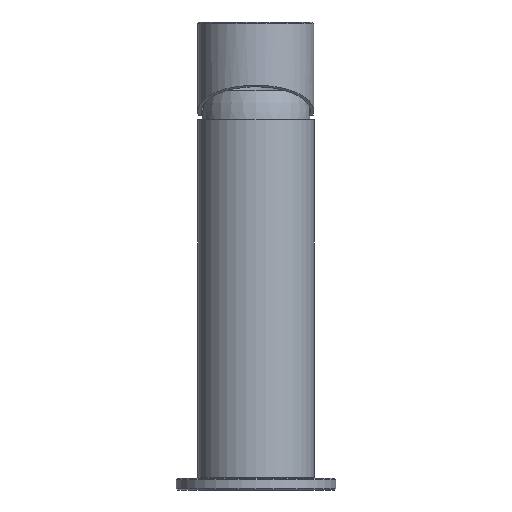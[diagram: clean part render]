
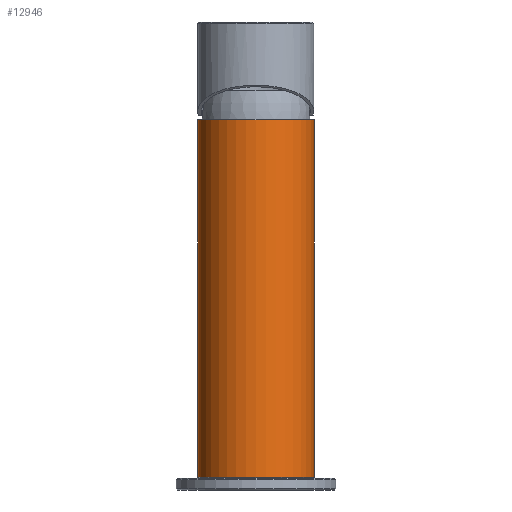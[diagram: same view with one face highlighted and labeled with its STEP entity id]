
A CAD part, front view. The second image highlights one B-rep face of the part: STEP entity #12946.
In plain terms, the highlighted cylindrical face has radius 20 mm (diameter 40 mm), a full revolution.
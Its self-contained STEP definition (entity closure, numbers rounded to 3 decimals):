
#761=LINE('',#30459,#1557);
#762=LINE('',#30472,#1558);
#1557=VECTOR('',#25069,1000.);
#1558=VECTOR('',#25070,1000.);
#1788=B_SPLINE_CURVE_WITH_KNOTS('',3,(#30462,#30463,#30464,#30465,#30466,
#30467,#30468,#30469,#30470),.UNSPECIFIED.,.F.,.F.,(4,1,1,1,1,1,4),(0.,
0.005,0.007,0.009,0.012,
0.014,0.019),.UNSPECIFIED.);
#1789=B_SPLINE_CURVE_WITH_KNOTS('',3,(#30474,#30475,#30476,#30477,#30478,
#30479,#30480,#30481,#30482),.UNSPECIFIED.,.F.,.F.,(4,1,1,1,1,1,4),(0.,
0.005,0.007,0.009,0.012,
0.014,0.019),.UNSPECIFIED.);
#4983=ORIENTED_EDGE('',*,*,#6970,.T.);
#4984=ORIENTED_EDGE('',*,*,#6971,.T.);
#4985=ORIENTED_EDGE('',*,*,#6972,.F.);
#4986=ORIENTED_EDGE('',*,*,#6973,.T.);
#4987=ORIENTED_EDGE('',*,*,#6974,.F.);
#4988=ORIENTED_EDGE('',*,*,#6975,.T.);
#6970=EDGE_CURVE('',#8278,#8278,#9191,.F.);
#6971=EDGE_CURVE('',#8279,#8279,#9192,.F.);
#6972=EDGE_CURVE('',#8280,#8281,#761,.T.);
#6973=EDGE_CURVE('',#8280,#8282,#1788,.T.);
#6974=EDGE_CURVE('',#8283,#8282,#762,.F.);
#6975=EDGE_CURVE('',#8283,#8281,#1789,.T.);
#8278=VERTEX_POINT('',#30456);
#8279=VERTEX_POINT('',#30458);
#8280=VERTEX_POINT('',#30460);
#8281=VERTEX_POINT('',#30461);
#8282=VERTEX_POINT('',#30471);
#8283=VERTEX_POINT('',#30473);
#9191=CIRCLE('',#21311,20.);
#9192=CIRCLE('',#21312,20.);
#10312=EDGE_LOOP('',(#4983));
#10313=EDGE_LOOP('',(#4984));
#10314=EDGE_LOOP('',(#4985,#4986,#4987,#4988));
#11581=FACE_BOUND('',#10312,.T.);
#11582=FACE_BOUND('',#10313,.T.);
#11583=FACE_BOUND('',#10314,.T.);
#12097=CYLINDRICAL_SURFACE('',#21310,20.);
#12946=ADVANCED_FACE('',(#11581,#11582,#11583),#12097,.T.);
#21310=AXIS2_PLACEMENT_3D('',#30454,#25063,#25064);
#21311=AXIS2_PLACEMENT_3D('',#30455,#25065,#25066);
#21312=AXIS2_PLACEMENT_3D('',#30457,#25067,#25068);
#25063=DIRECTION('',(1.,0.,0.));
#25064=DIRECTION('',(0.,0.,-1.));
#25065=DIRECTION('',(1.,0.,0.));
#25066=DIRECTION('',(0.,0.,-1.));
#25067=DIRECTION('',(-1.,0.,0.));
#25068=DIRECTION('',(0.,0.,1.));
#25069=DIRECTION('',(1.,0.,0.));
#25070=DIRECTION('',(1.,0.,0.));
#30454=CARTESIAN_POINT('',(0.,0.,0.));
#30455=CARTESIAN_POINT('',(-0.15,0.,0.));
#30456=CARTESIAN_POINT('',(-0.15,0.,-20.));
#30457=CARTESIAN_POINT('',(-123.15,0.,0.));
#30458=CARTESIAN_POINT('',(-123.15,0.,20.));
#30459=CARTESIAN_POINT('',(0.,18.8,6.823));
#30460=CARTESIAN_POINT('',(-19.773,18.8,6.823));
#30461=CARTESIAN_POINT('',(-16.227,18.8,6.823));
#30462=CARTESIAN_POINT('',(-19.773,18.8,6.823));
#30463=CARTESIAN_POINT('',(-21.293,18.943,6.429));
#30464=CARTESIAN_POINT('',(-23.291,19.417,5.093));
#30465=CARTESIAN_POINT('',(-24.785,19.905,2.346));
#30466=CARTESIAN_POINT('',(-25.181,20.047,0.008));
#30467=CARTESIAN_POINT('',(-24.789,19.906,-2.336));
#30468=CARTESIAN_POINT('',(-23.294,19.417,-5.091));
#30469=CARTESIAN_POINT('',(-21.293,18.943,-6.429));
#30470=CARTESIAN_POINT('',(-19.773,18.8,-6.823));
#30471=CARTESIAN_POINT('',(-19.773,18.8,-6.823));
#30472=CARTESIAN_POINT('',(0.,18.8,-6.823));
#30473=CARTESIAN_POINT('',(-16.227,18.8,-6.823));
#30474=CARTESIAN_POINT('',(-16.227,18.8,-6.823));
#30475=CARTESIAN_POINT('',(-14.707,18.943,-6.429));
#30476=CARTESIAN_POINT('',(-12.709,19.417,-5.093));
#30477=CARTESIAN_POINT('',(-11.215,19.905,-2.346));
#30478=CARTESIAN_POINT('',(-10.819,20.047,-0.008));
#30479=CARTESIAN_POINT('',(-11.211,19.906,2.336));
#30480=CARTESIAN_POINT('',(-12.706,19.417,5.091));
#30481=CARTESIAN_POINT('',(-14.707,18.943,6.429));
#30482=CARTESIAN_POINT('',(-16.227,18.8,6.823));
